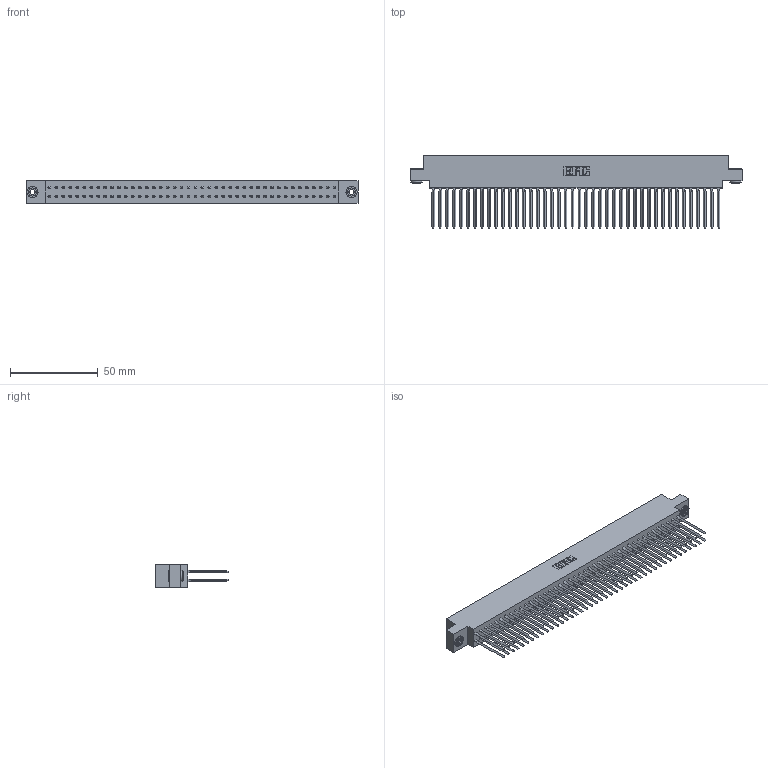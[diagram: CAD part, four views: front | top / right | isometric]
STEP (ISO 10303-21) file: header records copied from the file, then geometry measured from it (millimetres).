
FILE_DESCRIPTION (( 'STEP AP203' ), '1' );
FILE_NAME ('317-084-543-803.STEP', '2020-02-28T10:18:13', ( '' ), ( '' ), 'SwSTEP 2.0', 'SolidWorks 2016', '' );
FILE_SCHEMA (( 'CONFIG_CONTROL_DESIGN' ));
Length unit declared in the file: inch
Products named in the file (4): 317-290-001_543; 317 Part_.156 Dia - TH; 317-084-543-803; 345-250-002_345-250-002-102
Assembly tree (87 placements, depth 2):
  317-084-543-803
    317 Part_.156 Dia - TH
    317-290-001_543  x84
    345-250-002_345-250-002-102  x2
Bounding box: 189.13 x 41.15 x 12.7 mm (x, y, z)
Volume: 32179.1 mm3; surface area: 49029.4 mm2
Topology: 87 solids, 87 shells, 7616 faces, 21099 edges, 13586 vertices
Faces by surface type: plane 6200, cylinder 1072, bspline 336, cone 8
Entity records: 61361 total; most frequent: CARTESIAN_POINT 11090, ORIENTED_EDGE 10582, DIRECTION 8867, EDGE_CURVE 5291, LINE 5011, VECTOR 5011, VERTEX_POINT 3519, AXIS2_PLACEMENT_3D 1928
